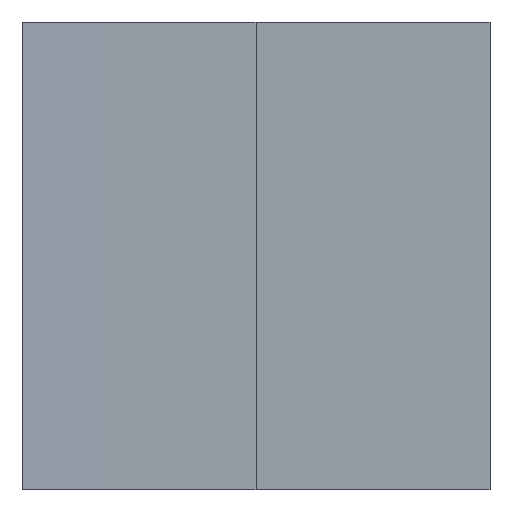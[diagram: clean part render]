
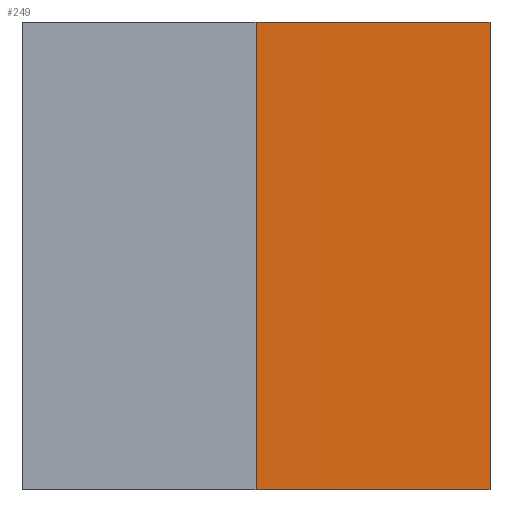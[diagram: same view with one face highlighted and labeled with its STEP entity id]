
A CAD part, left-side view. The second image highlights one B-rep face of the part: STEP entity #249.
In plain terms, the highlighted cylindrical face has radius 258.5 mm (diameter 517 mm), a partial arc.
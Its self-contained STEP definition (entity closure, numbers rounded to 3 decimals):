
#6 = CARTESIAN_POINT ( 'NONE',  ( 0., 0., 10. ) ) ;
#16 = AXIS2_PLACEMENT_3D ( 'NONE', #110, #189, #96 ) ;
#19 = ORIENTED_EDGE ( 'NONE', *, *, #47, .T. ) ;
#27 = CARTESIAN_POINT ( 'NONE',  ( -258.452, -5., 10. ) ) ;
#30 = ORIENTED_EDGE ( 'NONE', *, *, #38, .T. ) ;
#33 = VERTEX_POINT ( 'NONE', #192 ) ;
#34 = CARTESIAN_POINT ( 'NONE',  ( -258.452, -5., 0. ) ) ;
#36 = CIRCLE ( 'NONE', #43, 258.5 ) ;
#38 = EDGE_CURVE ( 'NONE', #33, #246, #266, .T. ) ;
#40 = EDGE_LOOP ( 'NONE', ( #137, #19, #30, #142 ) ) ;
#43 = AXIS2_PLACEMENT_3D ( 'NONE', #134, #190, #236 ) ;
#47 = EDGE_CURVE ( 'NONE', #268, #33, #92, .T. ) ;
#48 = VECTOR ( 'NONE', #113, 1000. ) ;
#92 = LINE ( 'NONE', #170, #178 ) ;
#96 = DIRECTION ( 'NONE',  ( 1., 0., 0. ) ) ;
#110 = CARTESIAN_POINT ( 'NONE',  ( 0., 0., 0. ) ) ;
#113 = DIRECTION ( 'NONE',  ( 0., 0., -1. ) ) ;
#117 = LINE ( 'NONE', #255, #48 ) ;
#134 = CARTESIAN_POINT ( 'NONE',  ( 0., 0., 10. ) ) ;
#137 = ORIENTED_EDGE ( 'NONE', *, *, #154, .F. ) ;
#141 = AXIS2_PLACEMENT_3D ( 'NONE', #6, #218, #237 ) ;
#142 = ORIENTED_EDGE ( 'NONE', *, *, #230, .F. ) ;
#152 = VERTEX_POINT ( 'NONE', #27 ) ;
#154 = EDGE_CURVE ( 'NONE', #268, #152, #36, .T. ) ;
#170 = CARTESIAN_POINT ( 'NONE',  ( -258.5, 0., 10. ) ) ;
#178 = VECTOR ( 'NONE', #214, 1000. ) ;
#189 = DIRECTION ( 'NONE',  ( 0., 0., 1. ) ) ;
#190 = DIRECTION ( 'NONE',  ( 0., 0., 1. ) ) ;
#191 = CYLINDRICAL_SURFACE ( 'NONE', #141, 258.5 ) ;
#192 = CARTESIAN_POINT ( 'NONE',  ( -258.5, 0., 0. ) ) ;
#195 = CARTESIAN_POINT ( 'NONE',  ( -258.5, 0., 10. ) ) ;
#214 = DIRECTION ( 'NONE',  ( 0., 0., -1. ) ) ;
#218 = DIRECTION ( 'NONE',  ( 0., 0., -1. ) ) ;
#230 = EDGE_CURVE ( 'NONE', #152, #246, #117, .T. ) ;
#236 = DIRECTION ( 'NONE',  ( 1., 0., 0. ) ) ;
#237 = DIRECTION ( 'NONE',  ( -1., 0., 0. ) ) ;
#246 = VERTEX_POINT ( 'NONE', #34 ) ;
#249 = ADVANCED_FACE ( 'NONE', ( #265 ), #191, .T. ) ;
#255 = CARTESIAN_POINT ( 'NONE',  ( -258.452, -5., 10. ) ) ;
#265 = FACE_OUTER_BOUND ( 'NONE', #40, .T. ) ;
#266 = CIRCLE ( 'NONE', #16, 258.5 ) ;
#268 = VERTEX_POINT ( 'NONE', #195 ) ;
